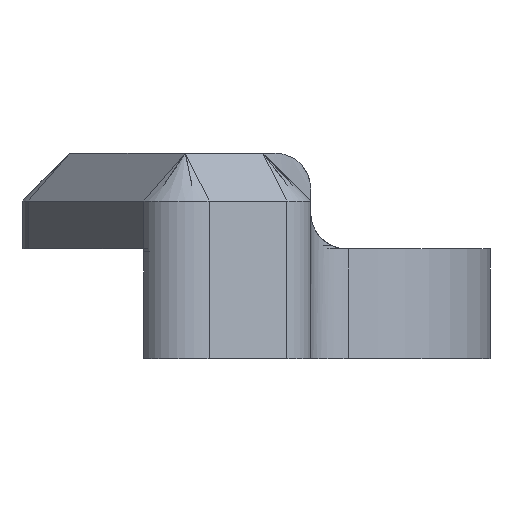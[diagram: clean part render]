
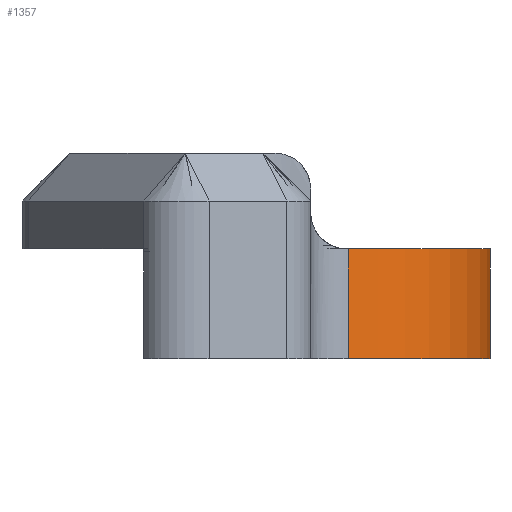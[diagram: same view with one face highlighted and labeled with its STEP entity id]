
A CAD part, left-side view. The second image highlights one B-rep face of the part: STEP entity #1357.
In plain terms, the highlighted cylindrical face has radius 7.5 mm (diameter 15 mm), a partial arc.
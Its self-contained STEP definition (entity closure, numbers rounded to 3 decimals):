
#189=LINE('',#3042,#299);
#190=LINE('',#3044,#300);
#299=VECTOR('',#1912,10.);
#300=VECTOR('',#1915,10.);
#331=CYLINDRICAL_SURFACE('',#1524,7.5);
#407=FACE_OUTER_BOUND('',#486,.T.);
#486=EDGE_LOOP('',(#1243,#1244,#1245,#1246));
#530=CIRCLE('',#1447,7.5);
#557=CIRCLE('',#1515,7.5);
#616=VERTEX_POINT('',#2589);
#617=VERTEX_POINT('',#2591);
#677=VERTEX_POINT('',#3023);
#678=VERTEX_POINT('',#3025);
#763=EDGE_CURVE('',#616,#617,#530,.T.);
#869=EDGE_CURVE('',#678,#677,#557,.T.);
#878=EDGE_CURVE('',#617,#677,#189,.T.);
#879=EDGE_CURVE('',#678,#616,#190,.T.);
#1243=ORIENTED_EDGE('',*,*,#878,.F.);
#1244=ORIENTED_EDGE('',*,*,#763,.F.);
#1245=ORIENTED_EDGE('',*,*,#879,.F.);
#1246=ORIENTED_EDGE('',*,*,#869,.T.);
#1357=ADVANCED_FACE('',(#407),#331,.T.);
#1447=AXIS2_PLACEMENT_3D('',#2592,#1686,#1687);
#1515=AXIS2_PLACEMENT_3D('',#3026,#1889,#1890);
#1524=AXIS2_PLACEMENT_3D('',#3043,#1913,#1914);
#1686=DIRECTION('center_axis',(0.,0.,1.));
#1687=DIRECTION('ref_axis',(1.,0.,0.));
#1889=DIRECTION('center_axis',(0.,0.,1.));
#1890=DIRECTION('ref_axis',(1.,0.,0.));
#1912=DIRECTION('',(0.,0.,-1.));
#1913=DIRECTION('center_axis',(0.,0.,1.));
#1914=DIRECTION('ref_axis',(1.,0.,0.));
#1915=DIRECTION('',(0.,0.,1.));
#2589=CARTESIAN_POINT('',(6.268,5.921,4.6));
#2591=CARTESIAN_POINT('',(20.932,5.921,4.6));
#2592=CARTESIAN_POINT('Origin',(13.6,7.5,4.6));
#3023=CARTESIAN_POINT('',(20.932,5.921,0.));
#3025=CARTESIAN_POINT('',(6.268,5.921,0.));
#3026=CARTESIAN_POINT('Origin',(13.6,7.5,0.));
#3042=CARTESIAN_POINT('',(20.932,5.921,0.));
#3043=CARTESIAN_POINT('Origin',(13.6,7.5,0.));
#3044=CARTESIAN_POINT('',(6.268,5.921,0.));
